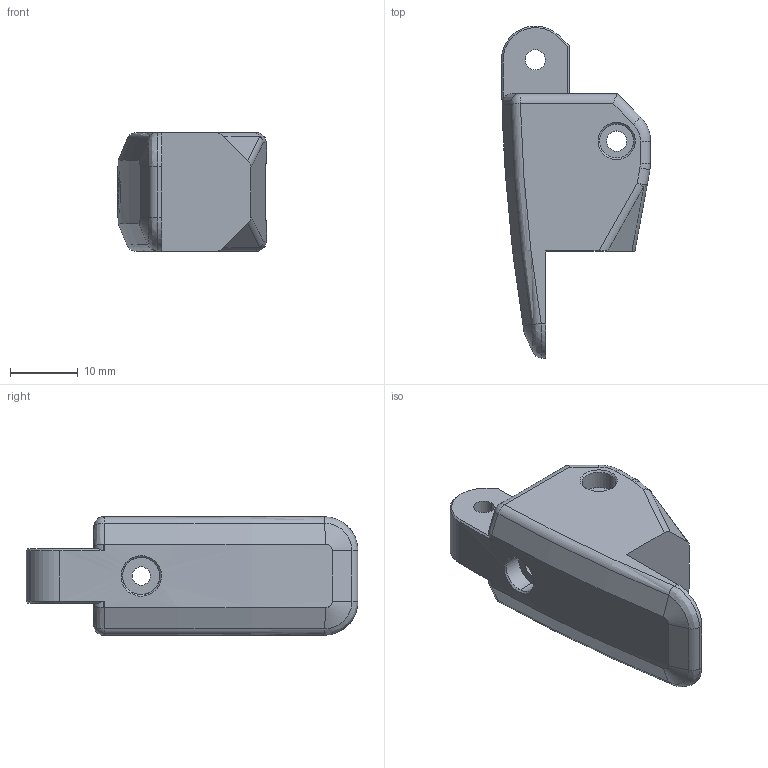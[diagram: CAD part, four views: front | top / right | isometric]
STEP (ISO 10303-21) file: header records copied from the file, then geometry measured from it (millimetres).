
FILE_DESCRIPTION (( 'STEP AP214' ), '1' );
FILE_NAME ('DISTAL2T.STEP', '2025-01-20T22:41:47', ( '' ), ( '' ), 'SwSTEP 2.0', 'SolidWorks 2025', '' );
FILE_SCHEMA (( 'AUTOMOTIVE_DESIGN' ));
Length unit declared in the file: millimetre
Products named in the file (1): DISTAL2T
Bounding box: 22 x 48.99 x 17.5 mm (x, y, z)
Volume: 8063.7 mm3; surface area: 3639.2 mm2
Topology: 1 solids, 1 shells, 120 faces, 292 edges, 176 vertices
Faces by surface type: cylinder 46, plane 42, cone 14, bspline 8, torus 6, sphere 4
Entity records: 5295 total; most frequent: CARTESIAN_POINT 2526, ORIENTED_EDGE 580, DIRECTION 560, EDGE_CURVE 290, AXIS2_PLACEMENT_3D 208, VERTEX_POINT 176, LINE 144, VECTOR 144
